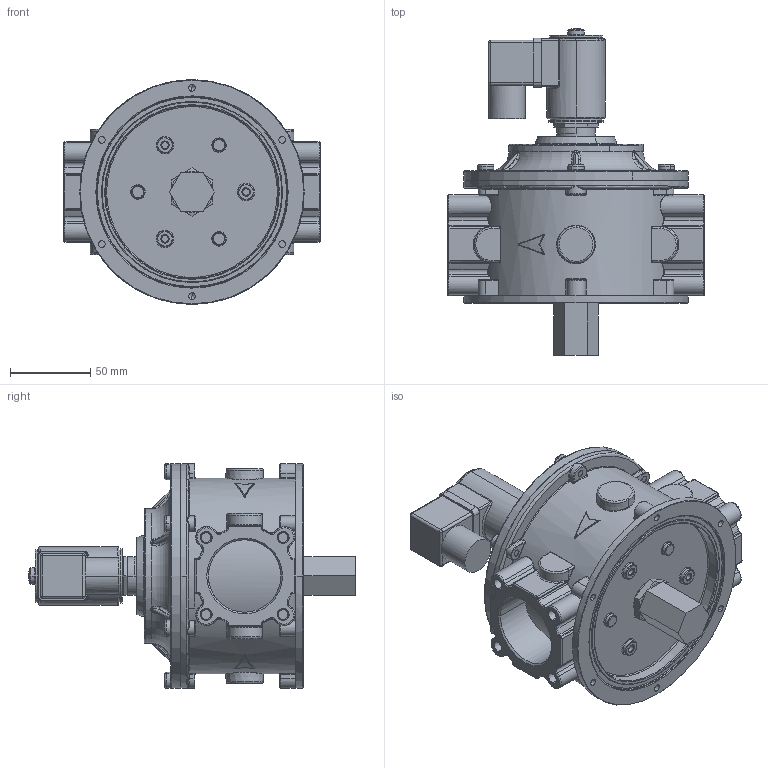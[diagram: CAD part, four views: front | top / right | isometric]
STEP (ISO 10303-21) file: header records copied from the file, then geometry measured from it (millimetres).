
FILE_DESCRIPTION(('CATIA V5 STEP Exchange','CAx-IF Rec.Pracs.--- Model Styling and Organization---1.4--- 2014-01-23','CAx-IF Rec.Pracs.---3D Tessellated Data Validation Properties---0.5---2014-09-14'),'2;1');
FILE_NAME('STEP_837008_-_TST.stp','2021-03-15T10:49:53+00:00',('none'),('none'),'CATIA Version 5-6 Release 2019 SP3','CATIA V5 STEP AP242 v1','none');
FILE_SCHEMA(('AP242_MANAGED_MODEL_BASED_3D_ENGINEERING_MIM_LF {1 0 10303 442 1 1 4}'));
Length unit declared in the file: millimetre
Products named in the file (1): 837008 - TST
Bounding box: 160 x 203.67 x 140 mm (x, y, z)
Volume: 1262063 mm3; surface area: 133643.4 mm2
Topology: 1 solids, 2 shells, 1620 faces, 4189 edges, 2623 vertices
Faces by surface type: cylinder 496, plane 349, bspline 312, torus 290, cone 132, sphere 33, extrusion 8
Entity records: 64380 total; most frequent: CARTESIAN_POINT 32002, ORIENTED_EDGE 8358, DIRECTION 4209, EDGE_CURVE 4179, VERTEX_POINT 2623, AXIS2_PLACEMENT_3D 2264, EDGE_LOOP 1692, ADVANCED_FACE 1620
